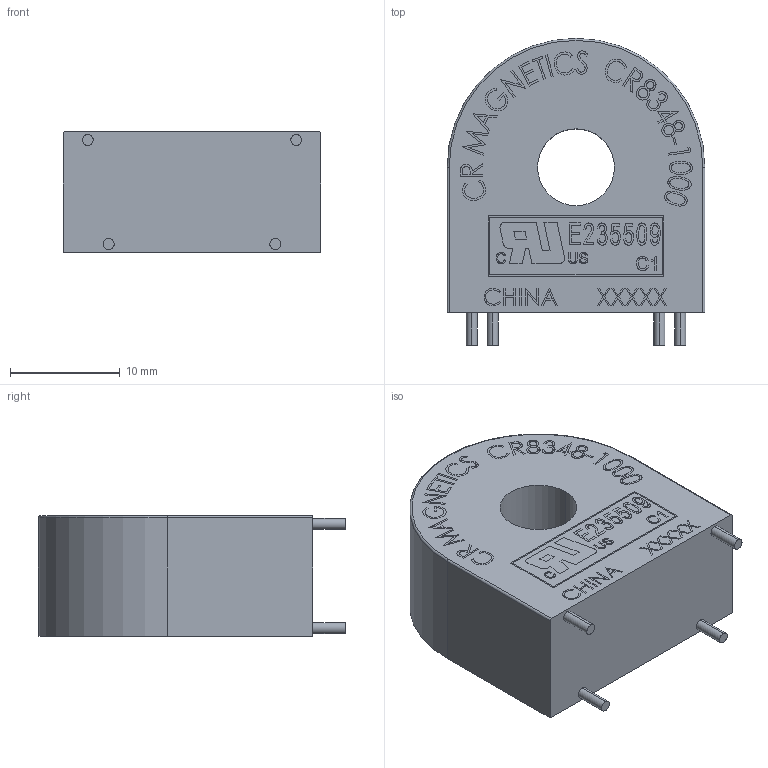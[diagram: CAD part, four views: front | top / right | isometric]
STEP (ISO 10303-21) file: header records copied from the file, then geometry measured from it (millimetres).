
FILE_DESCRIPTION (( 'STEP AP203' ), '1' );
FILE_NAME ('CR8348-1000.STEP', '2023-08-07T14:23:40', ( '' ), ( '' ), 'SwSTEP 2.0', 'SolidWorks 2022', '' );
FILE_SCHEMA (( 'CONFIG_CONTROL_DESIGN' ));
Length unit declared in the file: millimetre
Products named in the file (1): CR8348-1000
Bounding box: 23.5 x 28 x 11 mm (x, y, z)
Volume: 5228.9 mm3; surface area: 2233.7 mm2
Topology: 1 solids, 1 shells, 639 faces, 1702 edges, 1134 vertices
Faces by surface type: plane 368, bspline 245, cylinder 22, torus 4
Entity records: 34124 total; most frequent: CARTESIAN_POINT 19751, ORIENTED_EDGE 3404, DIRECTION 2049, EDGE_CURVE 1702, LINE 1161, VECTOR 1161, VERTEX_POINT 1134, EDGE_LOOP 710
